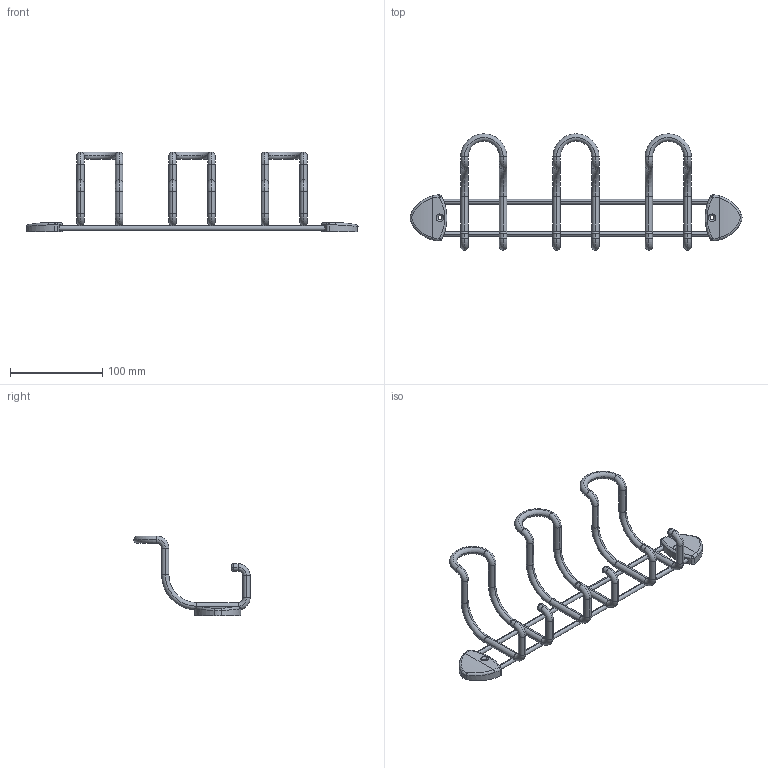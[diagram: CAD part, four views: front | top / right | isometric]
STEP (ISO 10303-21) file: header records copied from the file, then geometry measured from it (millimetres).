
FILE_DESCRIPTION(('Creo Elements/Direct Modeling STEP Export'),'2;1');
FILE_NAME('1464-360.stp','2017-09-18T14:44:33',(''),(''),'Creo Elements/Direct Modeling STEP processor for AP214 (Solid Model)','Creo Elements/Direct Modeling 20.0 12-Nov-2016 (C) Parametric Technology GmbH','');
FILE_SCHEMA(('AUTOMOTIVE_DESIGN { 1 0 10303 214 1 1 1 1 }'));
Length unit declared in the file: millimetre
Products named in the file (5): Garderobe.3; Garderobe.2; Garderobe; Garderobe.2.1; 1464-360
Assembly tree (4 placements, depth 2):
  1464-360
    Garderobe.2.1
    Garderobe
    Garderobe.2
    Garderobe.3
Bounding box: 360 x 126 x 86.5 mm (x, y, z)
Volume: 109239.7 mm3; surface area: 53713.6 mm2
Topology: 4 solids, 4 shells, 284 faces, 588 edges, 318 vertices
Faces by surface type: cylinder 130, torus 124, plane 14, bspline 12, cone 4
Entity records: 14213 total; most frequent: CARTESIAN_POINT 8062, DIRECTION 1446, ORIENTED_EDGE 1176, AXIS2_PLACEMENT_3D 656, EDGE_CURVE 588, CIRCLE 378, VERTEX_POINT 318, EDGE_LOOP 296
